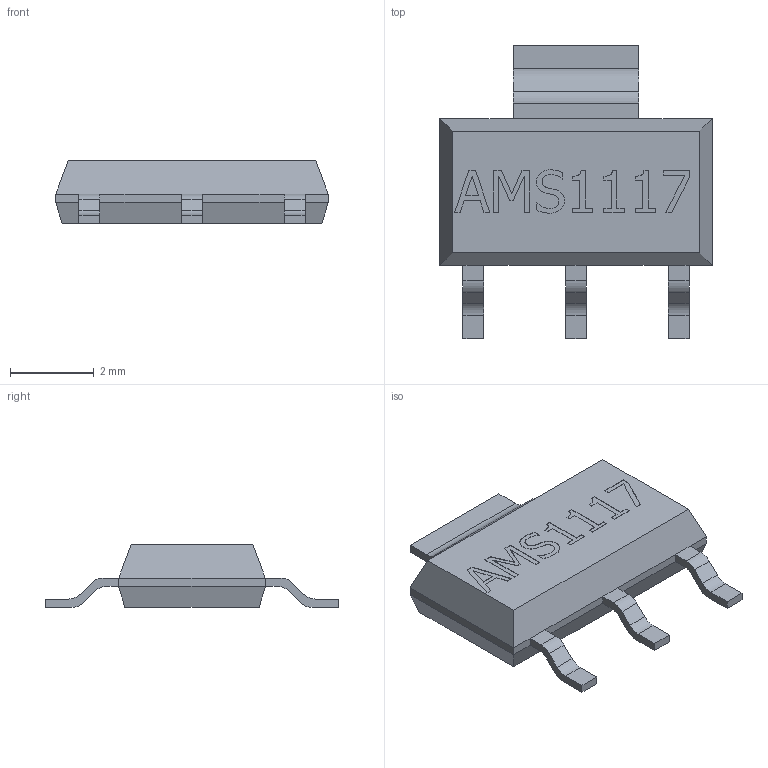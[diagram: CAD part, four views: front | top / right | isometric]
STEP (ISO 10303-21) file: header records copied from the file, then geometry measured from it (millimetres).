
FILE_DESCRIPTION(/* description */ (''),/* implementation_level */ '2;1');
FILE_NAME(/* name */ 'AMS1117.stp',/* time_stamp */ '2016-08-04T16:46:57+02:00',/* author */ ('Gabriel'),/* organization */ (''),/* preprocessor_version */ 'ST-DEVELOPER v15.6',/* originating_system */ 'Autodesk Inventor 2015',/* authorisation */ '');
FILE_SCHEMA (('AUTOMOTIVE_DESIGN { 1 0 10303 214 3 1 1 }'));
Length unit declared in the file: millimetre
Products named in the file (1): AMS1117
Bounding box: 6.5 x 7 x 1.5 mm (x, y, z)
Volume: 32.8 mm3; surface area: 87.9 mm2
Topology: 1 solids, 1 shells, 162 faces, 432 edges, 280 vertices
Faces by surface type: plane 127, bspline 19, cylinder 16
Entity records: 5173 total; most frequent: CARTESIAN_POINT 1122, ORIENTED_EDGE 864, DIRECTION 714, EDGE_CURVE 432, LINE 362, VECTOR 362, VERTEX_POINT 280, AXIS2_PLACEMENT_3D 176
